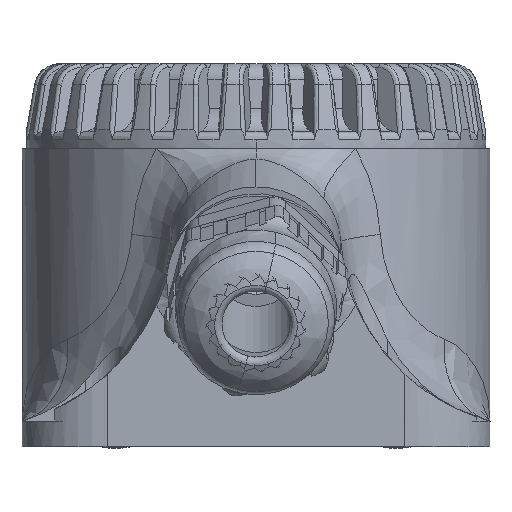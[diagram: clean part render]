
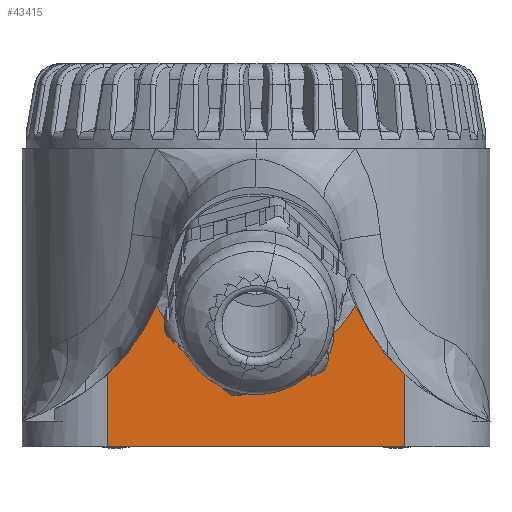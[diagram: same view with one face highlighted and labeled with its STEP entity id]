
A CAD part, front view. The second image highlights one B-rep face of the part: STEP entity #43415.
In plain terms, the highlighted planar face has unit normal (0, -1, 0).
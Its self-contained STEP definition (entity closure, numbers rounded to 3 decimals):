
#38857=CARTESIAN_POINT('',(11.699,-38.605,
16.54));
#38875=CARTESIAN_POINT('',(11.699,-38.605,
16.54));
#38876=CARTESIAN_POINT('',(12.15,-38.605,
15.515));
#38877=CARTESIAN_POINT('',(13.183,-38.605,
13.55));
#38878=CARTESIAN_POINT('',(15.14,-38.605,
10.825));
#38879=CARTESIAN_POINT('',(16.672,-38.605,
9.218));
#38880=CARTESIAN_POINT('',(17.5,-38.605,
8.463));
#38899=DIRECTION('',(0.,0.,-1.));
#38900=VECTOR('',#38899,8.463);
#38901=CARTESIAN_POINT('',(17.5,-38.605,
8.463));
#38902=LINE('',#38901,#38900);
#38911=CARTESIAN_POINT('',(17.5,-38.605,
8.463));
#39300=CARTESIAN_POINT('',(11.699,-38.605,
16.54));
#39301=CARTESIAN_POINT('',(11.615,-38.605,
16.383));
#39302=CARTESIAN_POINT('',(11.327,-38.605,
15.877));
#39303=CARTESIAN_POINT('',(10.762,-38.605,
15.053));
#39304=CARTESIAN_POINT('',(9.971,-38.605,
14.139));
#39305=CARTESIAN_POINT('',(9.072,-38.605,
13.31));
#39306=CARTESIAN_POINT('',(8.091,-38.605,
12.591));
#39307=CARTESIAN_POINT('',(7.048,-38.605,
11.989));
#39308=CARTESIAN_POINT('',(5.931,-38.605,
11.495));
#39309=CARTESIAN_POINT('',(4.392,-38.605,
10.996));
#39310=CARTESIAN_POINT('',(2.425,-38.605,
10.661));
#39311=CARTESIAN_POINT('',(0.807,-38.605,
10.604));
#39312=CARTESIAN_POINT('',(0.,-38.605,
10.604));
#39314=DIRECTION('',(1.,0.,0.));
#39315=VECTOR('',#39314,35.);
#39316=CARTESIAN_POINT('',(-17.5,-38.605,0.));
#39317=LINE('',#39316,#39315);
#39326=CARTESIAN_POINT('',(-11.699,-38.605,
16.54));
#39327=CARTESIAN_POINT('',(-11.439,-38.605,
16.057));
#39328=CARTESIAN_POINT('',(-10.84,-38.605,
15.119));
#39329=CARTESIAN_POINT('',(-9.67,-38.605,
13.802));
#39330=CARTESIAN_POINT('',(-8.201,-38.605,
12.623));
#39331=CARTESIAN_POINT('',(-6.45,-38.605,
11.663));
#39332=CARTESIAN_POINT('',(-4.449,-38.605,
10.998));
#39333=CARTESIAN_POINT('',(-2.31,-38.605,
10.655));
#39334=CARTESIAN_POINT('',(-0.786,-38.605,
10.604));
#39335=CARTESIAN_POINT('',(0.,-38.605,
10.604));
#39381=CARTESIAN_POINT('',(-17.5,-38.605,
8.463));
#39382=CARTESIAN_POINT('',(-16.672,-38.605,
9.218));
#39383=CARTESIAN_POINT('',(-15.14,-38.605,
10.825));
#39384=CARTESIAN_POINT('',(-13.183,-38.605,
13.55));
#39385=CARTESIAN_POINT('',(-12.15,-38.605,
15.515));
#39386=CARTESIAN_POINT('',(-11.699,-38.605,
16.54));
#39392=CARTESIAN_POINT('',(-17.5,-38.605,
8.463));
#39400=DIRECTION('',(0.,0.,1.));
#39401=VECTOR('',#39400,8.463);
#39402=CARTESIAN_POINT('',(-17.5,-38.605,0.));
#39403=LINE('',#39402,#39401);
#41969=VERTEX_POINT('',#39392);
#41970=VERTEX_POINT('',#39386);
#41986=CARTESIAN_POINT('',(-17.5,-38.605,0.));
#41987=VERTEX_POINT('',#41986);
#41993=VERTEX_POINT('',#38911);
#41999=VERTEX_POINT('',#38857);
#42010=CARTESIAN_POINT('',(17.5,-38.605,0.));
#42011=VERTEX_POINT('',#42010);
#42193=VERTEX_POINT('',#39335);
#43398=CARTESIAN_POINT('',(9.996,-38.605,
25.541));
#43399=DIRECTION('',(0.,-1.,0.));
#43400=DIRECTION('',(0.,0.,-1.));
#43401=AXIS2_PLACEMENT_3D('',#43398,#43399,#43400);
#43402=PLANE('',#43401);
#43404=ORIENTED_EDGE('',*,*,#43403,.T.);
#43405=ORIENTED_EDGE('',*,*,#42467,.F.);
#43406=ORIENTED_EDGE('',*,*,#42494,.T.);
#43407=ORIENTED_EDGE('',*,*,#42520,.T.);
#43408=ORIENTED_EDGE('',*,*,#43304,.F.);
#43410=ORIENTED_EDGE('',*,*,#43409,.T.);
#43412=ORIENTED_EDGE('',*,*,#43411,.T.);
#43413=EDGE_LOOP('',(#43404,#43405,#43406,#43407,#43408,#43410,#43412));
#43414=FACE_OUTER_BOUND('',#43413,.F.);
#43415=ADVANCED_FACE('',(#43414),#43402,.T.);
#38881=B_SPLINE_CURVE_WITH_KNOTS('',3,(#38875,#38876,#38877,#38878,#38879,
#38880),.UNSPECIFIED.,.F.,.F.,(4,1,1,4),(0.,0.333,
0.667,1.),.UNSPECIFIED.);
#39313=B_SPLINE_CURVE_WITH_KNOTS('',3,(#39300,#39301,#39302,#39303,#39304,
#39305,#39306,#39307,#39308,#39309,#39310,#39311,#39312),.UNSPECIFIED.,.F.,.F.,(
4,1,1,1,1,1,1,1,1,1,4),(0.,0.039,0.126,
0.213,0.301,0.388,0.476,
0.563,0.65,0.825,1.),.UNSPECIFIED.);
#39336=B_SPLINE_CURVE_WITH_KNOTS('',3,(#39326,#39327,#39328,#39329,#39330,
#39331,#39332,#39333,#39334,#39335),.UNSPECIFIED.,.F.,.F.,(4,1,1,1,1,1,1,4),(
0.,0.143,0.286,0.429,0.571,
0.714,0.857,1.),.UNSPECIFIED.);
#39387=B_SPLINE_CURVE_WITH_KNOTS('',3,(#39381,#39382,#39383,#39384,#39385,
#39386),.UNSPECIFIED.,.F.,.F.,(4,1,1,4),(0.,0.333,
0.667,1.),.UNSPECIFIED.);
#42467=EDGE_CURVE('',#41999,#42193,#39313,.T.);
#42494=EDGE_CURVE('',#41999,#41993,#38881,.T.);
#42520=EDGE_CURVE('',#41993,#42011,#38902,.T.);
#43304=EDGE_CURVE('',#41987,#42011,#39317,.T.);
#43403=EDGE_CURVE('',#41970,#42193,#39336,.T.);
#43409=EDGE_CURVE('',#41987,#41969,#39403,.T.);
#43411=EDGE_CURVE('',#41969,#41970,#39387,.T.);
